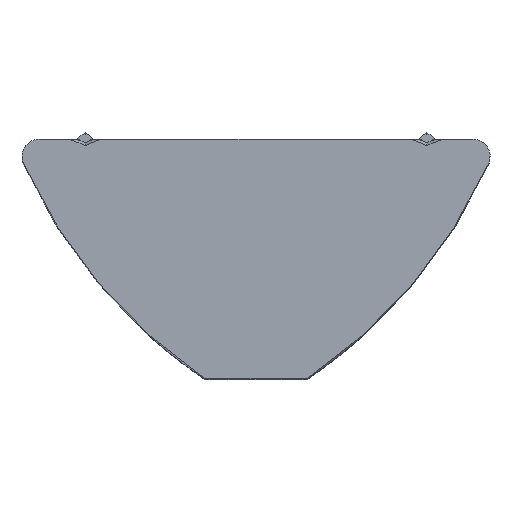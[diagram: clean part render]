
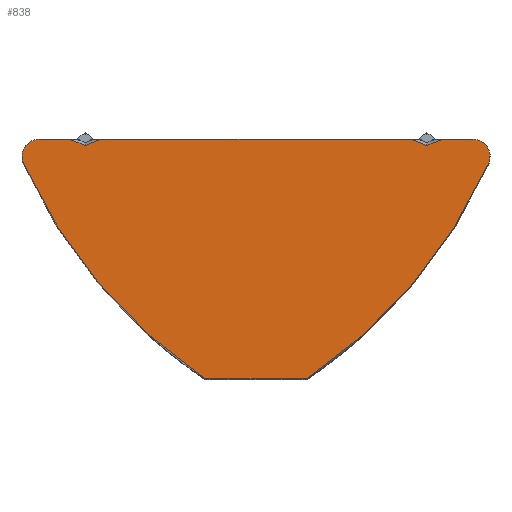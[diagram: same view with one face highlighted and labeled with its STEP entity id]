
A CAD part, top view. The second image highlights one B-rep face of the part: STEP entity #838.
In plain terms, the highlighted planar face has unit normal (0, 0, 1).
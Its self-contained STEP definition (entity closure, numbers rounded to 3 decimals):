
#2 = ORIENTED_EDGE ( 'NONE', *, *, #307, .T. ) ;
#9 = VERTEX_POINT ( 'NONE', #490 ) ;
#15 = CARTESIAN_POINT ( 'NONE',  ( 5., -0.183, 11. ) ) ;
#18 = VERTEX_POINT ( 'NONE', #972 ) ;
#21 = DIRECTION ( 'NONE',  ( 1., 0., 0. ) ) ;
#37 = LINE ( 'NONE', #520, #625 ) ;
#38 = DIRECTION ( 'NONE',  ( -1., 0., 0. ) ) ;
#39 = VERTEX_POINT ( 'NONE', #111 ) ;
#44 = DIRECTION ( 'NONE',  ( 0., 0., 1. ) ) ;
#48 = CARTESIAN_POINT ( 'NONE',  ( 6.35, 0., 11. ) ) ;
#49 = DIRECTION ( 'NONE',  ( -0.928, -0.371, 0. ) ) ;
#63 = DIRECTION ( 'NONE',  ( 0., 0., 1. ) ) ;
#66 = VERTEX_POINT ( 'NONE', #745 ) ;
#78 = EDGE_LOOP ( 'NONE', ( #377, #560, #743, #468, #635, #488, #2, #316, #529, #554, #209, #460, #717 ) ) ;
#83 = CIRCLE ( 'NONE', #538, 15. ) ;
#84 = LINE ( 'NONE', #715, #681 ) ;
#88 = CARTESIAN_POINT ( 'NONE',  ( 6.876, 5.444, 11. ) ) ;
#98 = EDGE_CURVE ( 'NONE', #259, #9, #417, .T. ) ;
#102 = LINE ( 'NONE', #214, #731 ) ;
#104 = CIRCLE ( 'NONE', #797, 0.5 ) ;
#111 = CARTESIAN_POINT ( 'NONE',  ( 6.806, -0.705, 11. ) ) ;
#135 = EDGE_CURVE ( 'NONE', #39, #881, #191, .T. ) ;
#160 = VECTOR ( 'NONE', #38, 1000. ) ;
#169 = DIRECTION ( 'NONE',  ( 1., 0., 0. ) ) ;
#178 = AXIS2_PLACEMENT_3D ( 'NONE', #511, #44, #593 ) ;
#188 = VERTEX_POINT ( 'NONE', #601 ) ;
#191 = CIRCLE ( 'NONE', #178, 0.5 ) ;
#208 = VERTEX_POINT ( 'NONE', #845 ) ;
#209 = ORIENTED_EDGE ( 'NONE', *, *, #947, .T. ) ;
#214 = CARTESIAN_POINT ( 'NONE',  ( 4.675, 3.687, 11. ) ) ;
#222 = VECTOR ( 'NONE', #275, 1000. ) ;
#228 = AXIS2_PLACEMENT_3D ( 'NONE', #756, #509, #918 ) ;
#232 = VECTOR ( 'NONE', #981, 1000. ) ;
#234 = CARTESIAN_POINT ( 'NONE',  ( -1.5, -7., 11. ) ) ;
#251 = DIRECTION ( 'NONE',  ( -0.928, 0.371, 0. ) ) ;
#259 = VERTEX_POINT ( 'NONE', #849 ) ;
#275 = DIRECTION ( 'NONE',  ( 0.928, -0.371, 0. ) ) ;
#289 = DIRECTION ( 'NONE',  ( 0.928, 0.371, 0. ) ) ;
#300 = LINE ( 'NONE', #405, #480 ) ;
#307 = EDGE_CURVE ( 'NONE', #208, #66, #668, .T. ) ;
#316 = ORIENTED_EDGE ( 'NONE', *, *, #530, .T. ) ;
#321 = DIRECTION ( 'NONE',  ( 0., 0., 1. ) ) ;
#328 = DIRECTION ( 'NONE',  ( -1., 0., 0. ) ) ;
#345 = CARTESIAN_POINT ( 'NONE',  ( 6.35, 0., 11. ) ) ;
#353 = EDGE_CURVE ( 'NONE', #483, #640, #37, .T. ) ;
#377 = ORIENTED_EDGE ( 'NONE', *, *, #353, .T. ) ;
#405 = CARTESIAN_POINT ( 'NONE',  ( 6.35, 0., 11. ) ) ;
#417 = LINE ( 'NONE', #582, #222 ) ;
#434 = DIRECTION ( 'NONE',  ( 0., 0., 1. ) ) ;
#451 = CARTESIAN_POINT ( 'NONE',  ( 5.457, 0., 11. ) ) ;
#460 = ORIENTED_EDGE ( 'NONE', *, *, #135, .T. ) ;
#468 = ORIENTED_EDGE ( 'NONE', *, *, #914, .F. ) ;
#480 = VECTOR ( 'NONE', #328, 1000. ) ;
#483 = VERTEX_POINT ( 'NONE', #451 ) ;
#488 = ORIENTED_EDGE ( 'NONE', *, *, #621, .T. ) ;
#490 = CARTESIAN_POINT ( 'NONE',  ( -5., -0.183, 11. ) ) ;
#509 = DIRECTION ( 'NONE',  ( 0., 0., -1. ) ) ;
#511 = CARTESIAN_POINT ( 'NONE',  ( 6.35, -0.5, 11. ) ) ;
#513 = EDGE_CURVE ( 'NONE', #933, #1019, #926, .T. ) ;
#520 = CARTESIAN_POINT ( 'NONE',  ( 6.054, 0.239, 11. ) ) ;
#527 = CARTESIAN_POINT ( 'NONE',  ( -6.806, -0.705, 11. ) ) ;
#529 = ORIENTED_EDGE ( 'NONE', *, *, #513, .T. ) ;
#530 = EDGE_CURVE ( 'NONE', #66, #933, #104, .T. ) ;
#532 = CARTESIAN_POINT ( 'NONE',  ( -6.876, 5.444, 11. ) ) ;
#538 = AXIS2_PLACEMENT_3D ( 'NONE', #532, #63, #617 ) ;
#554 = ORIENTED_EDGE ( 'NONE', *, *, #729, .T. ) ;
#560 = ORIENTED_EDGE ( 'NONE', *, *, #562, .T. ) ;
#562 = EDGE_CURVE ( 'NONE', #640, #942, #84, .T. ) ;
#574 = AXIS2_PLACEMENT_3D ( 'NONE', #88, #636, #169 ) ;
#582 = CARTESIAN_POINT ( 'NONE',  ( 4.894, -4.14, 11. ) ) ;
#593 = DIRECTION ( 'NONE',  ( -1., 0., 0. ) ) ;
#594 = LINE ( 'NONE', #345, #232 ) ;
#601 = CARTESIAN_POINT ( 'NONE',  ( -4.543, 0., 11. ) ) ;
#617 = DIRECTION ( 'NONE',  ( -1., 0., 0. ) ) ;
#621 = EDGE_CURVE ( 'NONE', #259, #208, #300, .T. ) ;
#624 = VECTOR ( 'NONE', #21, 1000. ) ;
#625 = VECTOR ( 'NONE', #49, 1000. ) ;
#635 = ORIENTED_EDGE ( 'NONE', *, *, #98, .F. ) ;
#636 = DIRECTION ( 'NONE',  ( 0., 0., 1. ) ) ;
#640 = VERTEX_POINT ( 'NONE', #15 ) ;
#668 = CIRCLE ( 'NONE', #870, 0.5 ) ;
#681 = VECTOR ( 'NONE', #251, 1000. ) ;
#715 = CARTESIAN_POINT ( 'NONE',  ( 6.273, -0.692, 11. ) ) ;
#717 = ORIENTED_EDGE ( 'NONE', *, *, #817, .T. ) ;
#729 = EDGE_CURVE ( 'NONE', #1019, #18, #833, .T. ) ;
#731 = VECTOR ( 'NONE', #289, 1000. ) ;
#735 = CARTESIAN_POINT ( 'NONE',  ( 1.5, -7., 11. ) ) ;
#743 = ORIENTED_EDGE ( 'NONE', *, *, #791, .T. ) ;
#745 = CARTESIAN_POINT ( 'NONE',  ( -6.85, -0.5, 11. ) ) ;
#756 = CARTESIAN_POINT ( 'NONE',  ( 6.35, -0.5, 11. ) ) ;
#762 = FACE_OUTER_BOUND ( 'NONE', #78, .T. ) ;
#791 = EDGE_CURVE ( 'NONE', #942, #188, #594, .T. ) ;
#797 = AXIS2_PLACEMENT_3D ( 'NONE', #800, #321, #878 ) ;
#800 = CARTESIAN_POINT ( 'NONE',  ( -6.35, -0.5, 11. ) ) ;
#809 = LINE ( 'NONE', #988, #160 ) ;
#817 = EDGE_CURVE ( 'NONE', #881, #483, #809, .T. ) ;
#833 = LINE ( 'NONE', #735, #624 ) ;
#835 = PLANE ( 'NONE',  #228 ) ;
#838 = ADVANCED_FACE ( 'NONE', ( #762 ), #835, .F. ) ;
#845 = CARTESIAN_POINT ( 'NONE',  ( -6.35, 0., 11. ) ) ;
#849 = CARTESIAN_POINT ( 'NONE',  ( -5.457, 0., 11. ) ) ;
#854 = CARTESIAN_POINT ( 'NONE',  ( 4.543, 0., 11. ) ) ;
#870 = AXIS2_PLACEMENT_3D ( 'NONE', #919, #434, #995 ) ;
#878 = DIRECTION ( 'NONE',  ( 1., 0., 0. ) ) ;
#881 = VERTEX_POINT ( 'NONE', #48 ) ;
#914 = EDGE_CURVE ( 'NONE', #9, #188, #102, .T. ) ;
#918 = DIRECTION ( 'NONE',  ( -1., 0., 0. ) ) ;
#919 = CARTESIAN_POINT ( 'NONE',  ( -6.35, -0.5, 11. ) ) ;
#926 = CIRCLE ( 'NONE', #574, 15. ) ;
#933 = VERTEX_POINT ( 'NONE', #527 ) ;
#942 = VERTEX_POINT ( 'NONE', #854 ) ;
#947 = EDGE_CURVE ( 'NONE', #18, #39, #83, .T. ) ;
#972 = CARTESIAN_POINT ( 'NONE',  ( 1.5, -7., 11. ) ) ;
#981 = DIRECTION ( 'NONE',  ( -1., 0., 0. ) ) ;
#988 = CARTESIAN_POINT ( 'NONE',  ( 6.35, 0., 11. ) ) ;
#995 = DIRECTION ( 'NONE',  ( 1., 0., 0. ) ) ;
#1019 = VERTEX_POINT ( 'NONE', #234 ) ;
